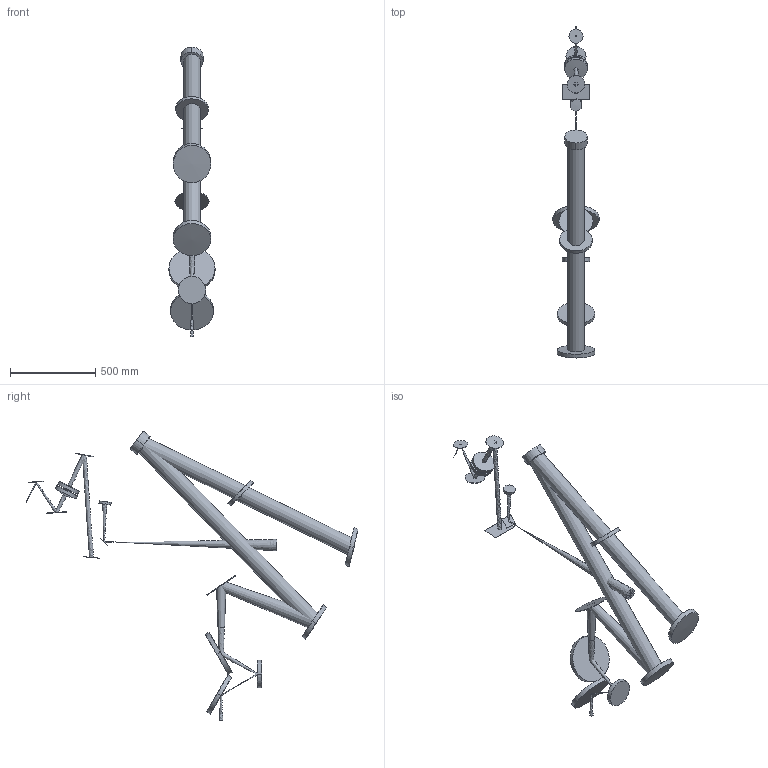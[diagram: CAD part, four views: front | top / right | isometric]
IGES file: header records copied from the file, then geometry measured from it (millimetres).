
Global section: file name: on_axis_KNGAO_100mmpupil_120arcsecRelay_v9_lgsfolded_rev18.IGS; native system: HarmonyWare Translators; preprocessor: HarmonyWare IGES v1.7.2; date: 20100303.111645; units: millimetre
Bounding box: 270 x 1943.73 x 1696.91 mm (x, y, z)
Volume: 33061052.6 mm3; surface area: 2241717.4 mm2
Topology: 37 solids, 37 shells, 396 faces, 1042 edges, 417 vertices
Faces by surface type: bspline 396
